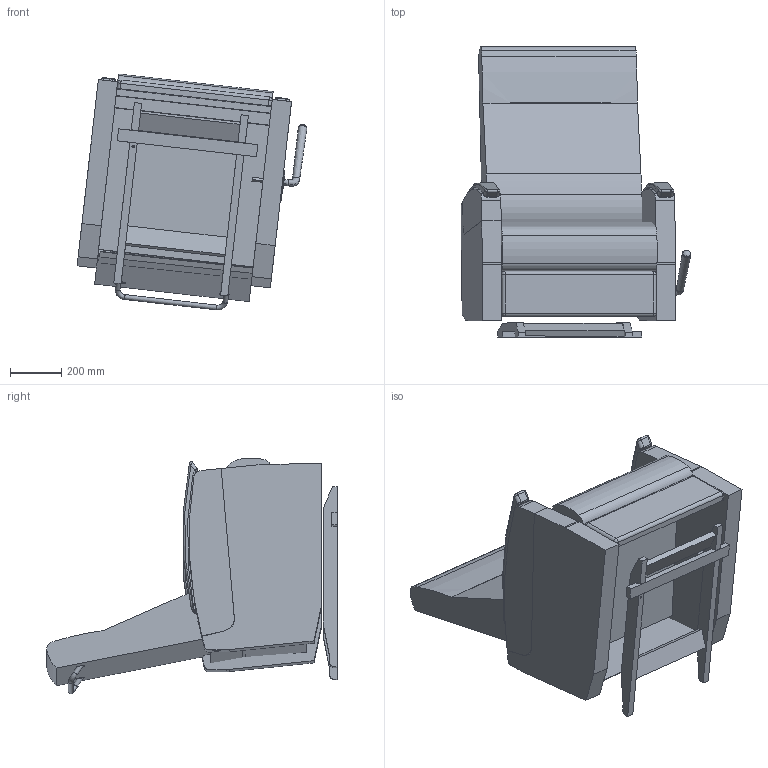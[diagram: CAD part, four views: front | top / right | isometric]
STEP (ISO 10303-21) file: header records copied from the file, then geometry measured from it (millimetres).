
FILE_DESCRIPTION(/* description */ (''),/* implementation_level */ '2;1');
FILE_NAME(/* name */ 'RC1125LU-W-J.stp',/* time_stamp */ '2019-05-28T11:58:43-04:00',/* author */ ('emehringer'),/* organization */ (''),/* preprocessor_version */ 'ST-DEVELOPER v16.13',/* originating_system */ 'Autodesk Inventor 2018',/* authorisation */ '');
FILE_SCHEMA (('AUTOMOTIVE_DESIGN { 1 0 10303 214 3 1 1 }'));
Length unit declared in the file: inch
Products named in the file (31): R1125LU-W-J; UKO E4025; USEAT E4025; EV7070 UBACK FLAP; BEZEL 3.5 BLK; HDL 3000-1 BLK; HDL 3000-1 BLK METAL; HDL 3000 BLKPLASTIC; RKR BTM 1025 (generic); 1025-34 CVBK (generic); 1025-33 CVBK (generic); 1025-35L CVBK (generic); 1025-35R CVBK1 (generic); 10X1-1/2" PH; 1025-35R CVBK (generic); MAC R1010; CABLE LEVER; 1025U UARML; 1025L UARMR; E1125 ACARM R; H1010 UBACK; PB3; PUSH BAR 17.625; PUSH BAR 17.625_1; PUSH BAR 17.625 right side; 1420X1.5 PSHPB; H1010 UBACK_1; JC BOLT 60X17MM; 5/16X18 JAM NUT; 5/16" WASHER; 5/16X.18 LK NUT
Assembly tree (45 placements, depth 5):
  R1125LU-W-J
    UKO E4025
    USEAT E4025
    EV7070 UBACK FLAP
    BEZEL 3.5 BLK
    HDL 3000-1 BLK
      HDL 3000-1 BLK METAL
      HDL 3000 BLKPLASTIC
    RKR BTM 1025 (generic)
      1025-34 CVBK (generic)  x2
      1025-33 CVBK (generic)
      1025-35L CVBK (generic)
        1025-35R CVBK1 (generic)
        10X1-1/2" PH
      1025-35R CVBK (generic)
    MAC R1010  x2
    CABLE LEVER
    1025U UARML
    1025L UARMR
    E1125 ACARM R
    H1010 UBACK
      PB3
        PUSH BAR 17.625
          PUSH BAR 17.625_1
          PUSH BAR 17.625 right side
        1420X1.5 PSHPB  x2
      H1010 UBACK_1
      JC BOLT 60X17MM  x4
      5/16X18 JAM NUT  x4
      5/16" WASHER  x4
      5/16X.18 LK NUT  x4
Bounding box: 900.41 x 1139.01 x 924.76 mm (x, y, z)
Volume: 178102440.3 mm3; surface area: 5928500.3 mm2
Topology: 44 solids, 44 shells, 814 faces, 1860 edges, 1152 vertices
Faces by surface type: plane 351, cylinder 195, cone 156, torus 70, bspline 30, sphere 12
Full cylindrical faces by diameter (mm): 4.826 x1, 5.953 x1, 6.35 x2, 6.401 x12, 7.302 x4, 7.938 x4, 8.89 x4, 9.398 x4, 11.112 x8, 12.497 x2, 12.7 x4, 16.891 x4, 19.05 x3, 22.9 x1, 22.987 x4, 53.975 x1, 59.531 x1, 88.9 x1
Entity records: 18074 total; most frequent: CARTESIAN_POINT 5154, DIRECTION 2655, ORIENTED_EDGE 2310, EDGE_CURVE 1155, AXIS2_PLACEMENT_3D 1041, VERTEX_POINT 757, EDGE_LOOP 612, LINE 573
